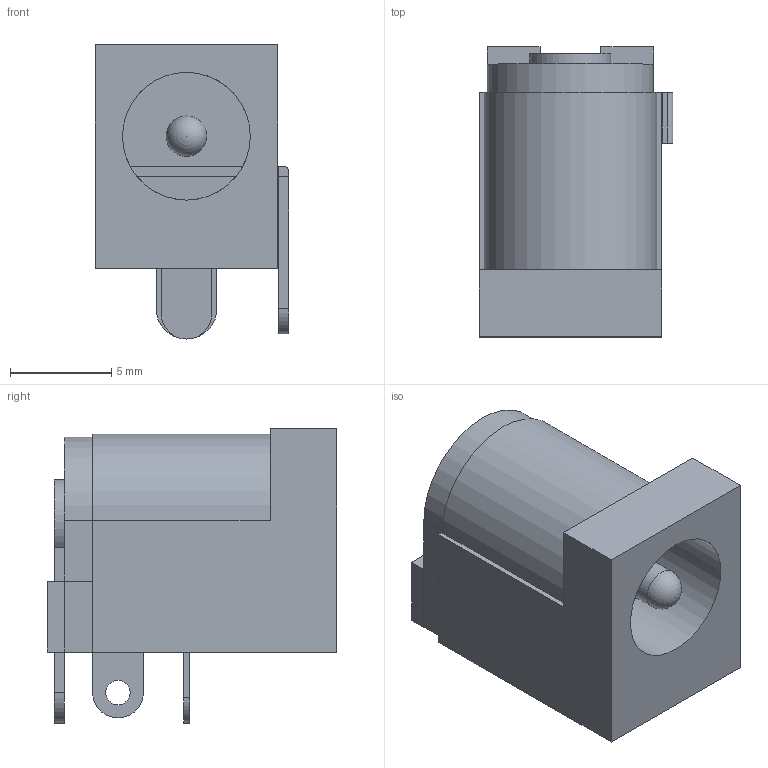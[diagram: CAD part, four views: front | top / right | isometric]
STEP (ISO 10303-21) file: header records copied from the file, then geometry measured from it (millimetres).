
FILE_DESCRIPTION(('FreeCAD Model'),'2;1');
FILE_NAME('Open CASCADE Shape Model','2022-01-29T15:47:40',( 'kicad StepUp'),('ksu MCAD'),'Open CASCADE STEP processor 7.5', 'FreeCAD','Unknown');
FILE_SCHEMA(('AUTOMOTIVE_DESIGN { 1 0 10303 214 1 1 1 1 }'));
Length unit declared in the file: millimetre
Products named in the file (1): BarrelJack_GCT_DCJ200-10-A_Horizontal
Bounding box: 9.55 x 14.3 x 14.5 mm (x, y, z)
Volume: 1025.1 mm3; surface area: 1075.1 mm2
Topology: 1 solids, 1 shells, 78 faces, 188 edges, 112 vertices
Faces by surface type: plane 66, cylinder 11, sphere 1
Full cylindrical faces by diameter (mm): 1.2 x1, 2 x1, 6.3 x1
Entity records: 2778 total; most frequent: CARTESIAN_POINT 378, ORIENTED_EDGE 378, DIRECTION 374, EDGE_CURVE 187, LINE 158, VECTOR 158, VERTEX_POINT 112, AXIS2_PLACEMENT_3D 108
